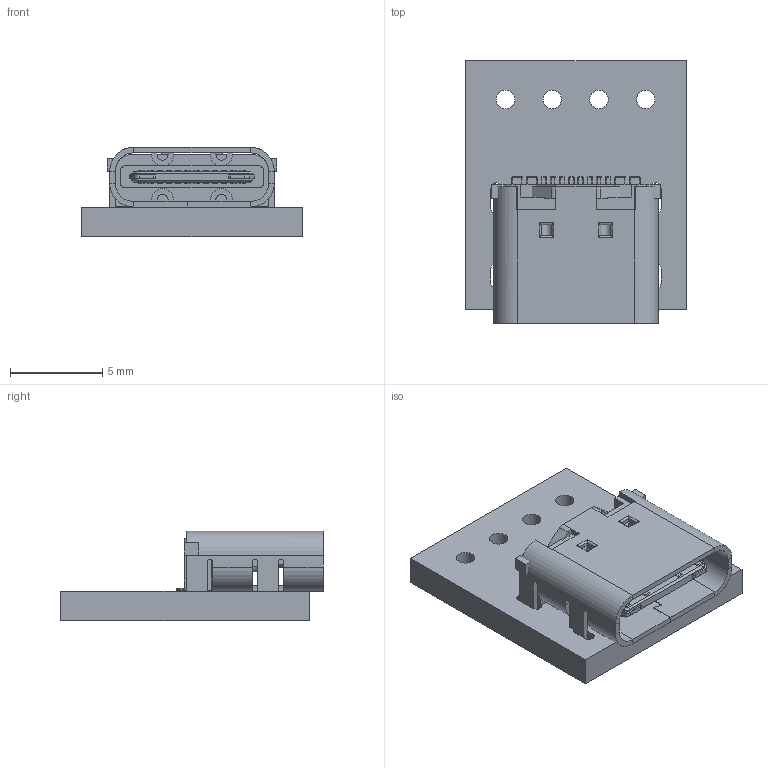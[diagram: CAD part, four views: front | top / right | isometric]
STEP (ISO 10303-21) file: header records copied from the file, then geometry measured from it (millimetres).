
FILE_DESCRIPTION(('KiCad electronic assembly'),'2;1');
FILE_NAME('usb-c-socket.step','2024-04-02T18:36:03',('Pcbnew'),('Kicad') ,'Open CASCADE STEP processor 7.6','KiCad to STEP converter','Unknown' );
FILE_SCHEMA(('AUTOMOTIVE_DESIGN { 1 0 10303 214 1 1 1 1 }'));
Length unit declared in the file: millimetre
Products named in the file (4): usb-c-socket 1; USB_type_C_smd_12p; USB_type_C_12p; usb-c-socket PCB
Assembly tree (3 placements, depth 3):
  usb-c-socket 1
    USB_type_C_smd_12p
      USB_type_C_12p
    usb-c-socket PCB
Bounding box: 12 x 14.26 x 4.85 mm (x, y, z)
Volume: 360.7 mm3; surface area: 948.4 mm2
Topology: 5 solids, 5 shells, 663 faces, 1835 edges, 1144 vertices
Faces by surface type: plane 465, cylinder 164, sphere 24, cone 10
Full cylindrical faces by diameter (mm): 0.6 x2, 0.65 x2, 1 x4
Entity records: 51261 total; most frequent: CARTESIAN_POINT 11022, DIRECTION 6732, LINE 4602, VECTOR 4602, ORIENTED_EDGE 3622, PCURVE 3622, DEFINITIONAL_REPRESENTATION 3622, EDGE_CURVE 1811
